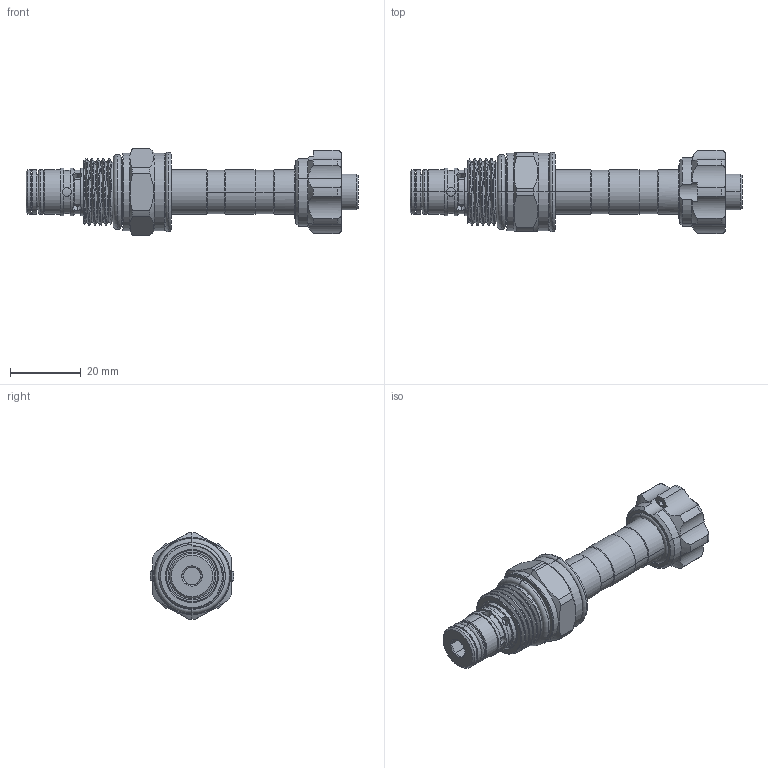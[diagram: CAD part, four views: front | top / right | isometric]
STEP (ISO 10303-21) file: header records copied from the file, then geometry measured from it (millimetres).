
FILE_DESCRIPTION (( 'STEP AP203' ), '1' );
FILE_NAME ('EP08W2A05M04.STEP', '2016-08-12T07:06:13', ( '' ), ( '' ), 'SwSTEP 2.0', 'SolidWorks 2012', '' );
FILE_SCHEMA (( 'CONFIG_CONTROL_DESIGN' ));
Length unit declared in the file: millimetre
Products named in the file (1): EP08W2A05M04
Bounding box: 94.13 x 23.79 x 24.65 mm (x, y, z)
Volume: 19125.3 mm3; surface area: 8692.8 mm2
Topology: 5 solids, 5 shells, 304 faces, 768 edges, 472 vertices
Faces by surface type: cylinder 141, plane 64, torus 46, cone 39, bspline 14
Entity records: 15139 total; most frequent: CARTESIAN_POINT 8078, ORIENTED_EDGE 1512, DIRECTION 1439, EDGE_CURVE 756, AXIS2_PLACEMENT_3D 608, VERTEX_POINT 472, EDGE_LOOP 324, CIRCLE 317
